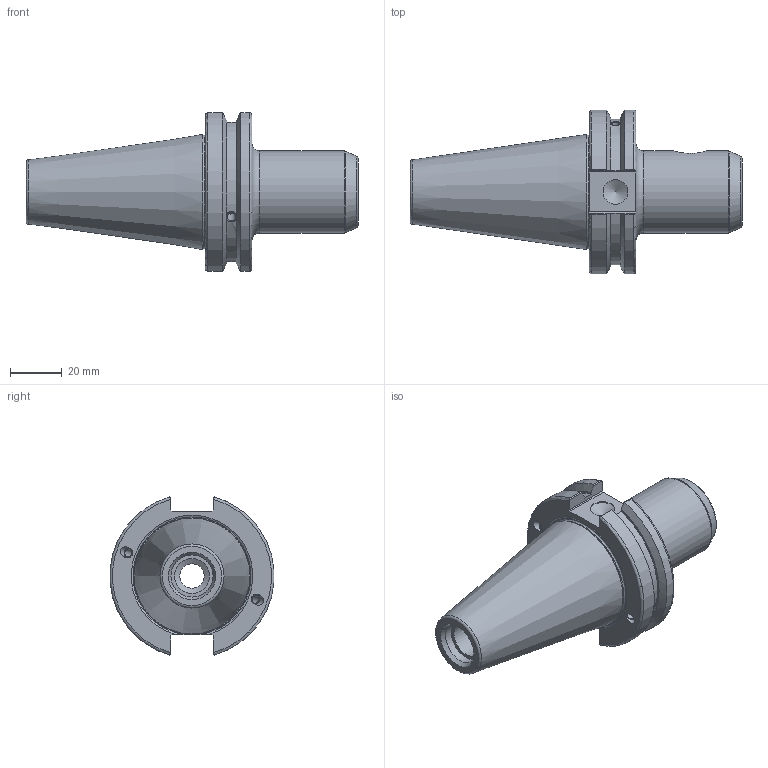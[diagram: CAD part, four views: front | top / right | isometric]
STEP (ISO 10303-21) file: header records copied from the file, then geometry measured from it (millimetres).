
FILE_DESCRIPTION(/* description */ (''),/* implementation_level */ '2;1');
FILE_NAME(/* name */ 'AB026.stp',/* time_stamp */ '2025-03-18T14:02:31+09:00',/* author */ ('YSH'),/* organization */ (''),/* preprocessor_version */ 'ST-DEVELOPER v20',/* originating_system */ 'Autodesk Inventor 2025',/* authorisation */ '');
FILE_SCHEMA (('AUTOMOTIVE_DESIGN { 1 0 10303 214 3 1 1 }'));
Length unit declared in the file: millimetre
Products named in the file (1): LO-CCT40ADB-SLA12.7-60
Bounding box: 128.25 x 63.26 x 61.09 mm (x, y, z)
Volume: 130570.6 mm3; surface area: 26435.1 mm2
Topology: 1 solids, 1 shells, 92 faces, 251 edges, 165 vertices
Faces by surface type: plane 39, cylinder 29, cone 14, torus 10
Full cylindrical faces by diameter (mm): 3.242 x8, 4 x2, 4.2 x2, 9.398 x1, 9.525 x1, 9.728 x1, 12.7 x1, 13.386 x1, 13.9 x1, 16.3 x1, 31.75 x1, 43.8 x1
Entity records: 3253 total; most frequent: CARTESIAN_POINT 890, ORIENTED_EDGE 496, DIRECTION 482, EDGE_CURVE 248, AXIS2_PLACEMENT_3D 193, VERTEX_POINT 165, EDGE_LOOP 111, LINE 96
